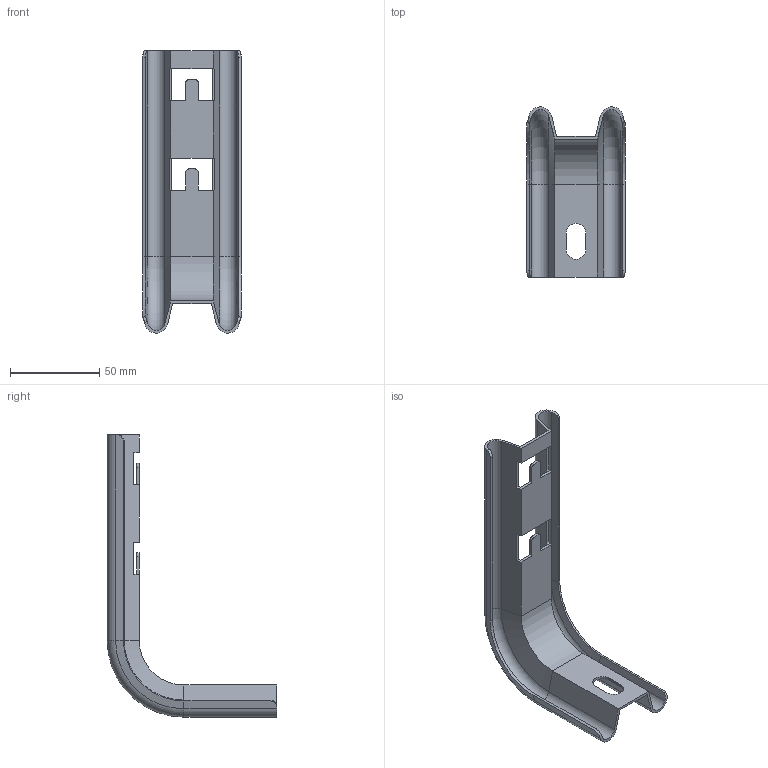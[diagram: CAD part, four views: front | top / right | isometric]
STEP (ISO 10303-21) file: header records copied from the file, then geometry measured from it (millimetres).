
FILE_DESCRIPTION (( 'STEP AP203' ), '1' );
FILE_NAME ('CLW10-VÑEF-100 Êîíñîëü VÑEF 100.STEP', '2016-04-13T12:10:11', ( '' ), ( '' ), 'SwSTEP 2.0', 'SolidWorks 2014', '' );
FILE_SCHEMA (( 'CONFIG_CONTROL_DESIGN' ));
Length unit declared in the file: millimetre
Products named in the file (1): CLW10-VÑEF-100 Êîíñîëü VÑEF 100
Bounding box: 55 x 94.98 x 157.98 mm (x, y, z)
Volume: 27186.6 mm3; surface area: 37584.1 mm2
Topology: 1 solids, 1 shells, 82 faces, 220 edges, 136 vertices
Faces by surface type: plane 48, cylinder 20, cone 10, torus 4
Entity records: 2609 total; most frequent: ORIENTED_EDGE 440, CARTESIAN_POINT 439, DIRECTION 438, EDGE_CURVE 220, VECTOR 168, LINE 168, VERTEX_POINT 136, AXIS2_PLACEMENT_3D 135
